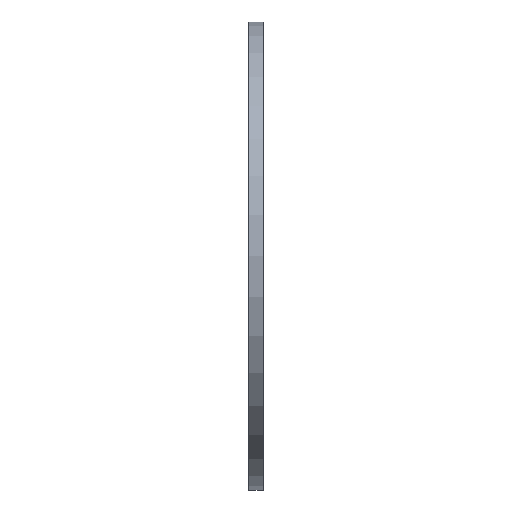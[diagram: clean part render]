
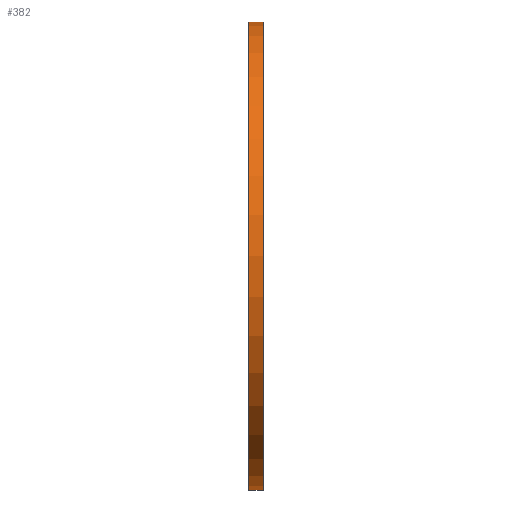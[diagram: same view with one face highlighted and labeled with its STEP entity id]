
A CAD part, left-side view. The second image highlights one B-rep face of the part: STEP entity #382.
In plain terms, the highlighted cylindrical face has radius 375 mm (diameter 750 mm), a partial arc.
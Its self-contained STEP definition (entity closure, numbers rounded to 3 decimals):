
#19 = VERTEX_POINT ( 'NONE', #596 ) ;
#20 = CARTESIAN_POINT ( 'NONE',  ( 0., 0.4, -375. ) ) ;
#41 = CIRCLE ( 'NONE', #2316, 375. ) ;
#382 = ADVANCED_FACE ( 'NONE', ( #2974 ), #470, .T. ) ;
#470 = CYLINDRICAL_SURFACE ( 'NONE', #2066, 375. ) ;
#596 = CARTESIAN_POINT ( 'NONE',  ( 0., 23.6, 375. ) ) ;
#652 = CARTESIAN_POINT ( 'NONE',  ( 0., 24., -375. ) ) ;
#656 = DIRECTION ( 'NONE',  ( 0., -1., 0. ) ) ;
#1013 = VERTEX_POINT ( 'NONE', #3979 ) ;
#1178 = ORIENTED_EDGE ( 'NONE', *, *, #2699, .T. ) ;
#1286 = ORIENTED_EDGE ( 'NONE', *, *, #2760, .F. ) ;
#1461 = CARTESIAN_POINT ( 'NONE',  ( 0., 0.4, 375. ) ) ;
#1596 = VERTEX_POINT ( 'NONE', #1461 ) ;
#1962 = DIRECTION ( 'NONE',  ( 0., -1., 0. ) ) ;
#2066 = AXIS2_PLACEMENT_3D ( 'NONE', #3016, #1962, #2925 ) ;
#2206 = EDGE_CURVE ( 'NONE', #1013, #2637, #3797, .T. ) ;
#2222 = DIRECTION ( 'NONE',  ( 0., 1., 0. ) ) ;
#2241 = CARTESIAN_POINT ( 'NONE',  ( 0., 24., 375. ) ) ;
#2307 = CARTESIAN_POINT ( 'NONE',  ( 0., 0.4, 0. ) ) ;
#2316 = AXIS2_PLACEMENT_3D ( 'NONE', #3853, #3843, #3839 ) ;
#2456 = ORIENTED_EDGE ( 'NONE', *, *, #3130, .T. ) ;
#2637 = VERTEX_POINT ( 'NONE', #20 ) ;
#2699 = EDGE_CURVE ( 'NONE', #2637, #1596, #3157, .T. ) ;
#2760 = EDGE_CURVE ( 'NONE', #19, #1596, #2963, .T. ) ;
#2914 = DIRECTION ( 'NONE',  ( 0., 0., 1. ) ) ;
#2925 = DIRECTION ( 'NONE',  ( 0., 0., -1. ) ) ;
#2963 = LINE ( 'NONE', #2241, #3794 ) ;
#2967 = VECTOR ( 'NONE', #656, 1000. ) ;
#2974 = FACE_OUTER_BOUND ( 'NONE', #3882, .T. ) ;
#3016 = CARTESIAN_POINT ( 'NONE',  ( 0., 24., 0. ) ) ;
#3130 = EDGE_CURVE ( 'NONE', #19, #1013, #41, .T. ) ;
#3157 = CIRCLE ( 'NONE', #3807, 375. ) ;
#3730 = DIRECTION ( 'NONE',  ( 0., -1., 0. ) ) ;
#3794 = VECTOR ( 'NONE', #3730, 1000. ) ;
#3797 = LINE ( 'NONE', #652, #2967 ) ;
#3807 = AXIS2_PLACEMENT_3D ( 'NONE', #2307, #2222, #2914 ) ;
#3839 = DIRECTION ( 'NONE',  ( 0., 0., 1. ) ) ;
#3843 = DIRECTION ( 'NONE',  ( 0., -1., 0. ) ) ;
#3853 = CARTESIAN_POINT ( 'NONE',  ( 0., 23.6, 0. ) ) ;
#3882 = EDGE_LOOP ( 'NONE', ( #1286, #2456, #3886, #1178 ) ) ;
#3886 = ORIENTED_EDGE ( 'NONE', *, *, #2206, .T. ) ;
#3979 = CARTESIAN_POINT ( 'NONE',  ( 0., 23.6, -375. ) ) ;
